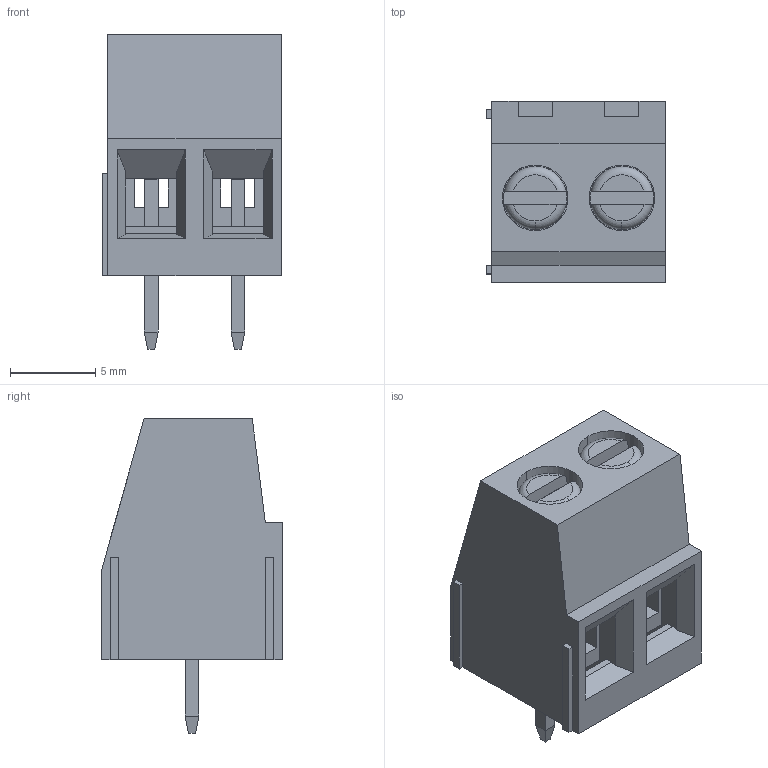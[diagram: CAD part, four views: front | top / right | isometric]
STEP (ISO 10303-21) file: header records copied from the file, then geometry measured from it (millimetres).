
FILE_DESCRIPTION (( 'STEP AP214' ), '1' );
FILE_NAME ('CONN-TH_P5.08_KF128-5.08-2P.step', '2022-08-02T18:43:18', ( '' ), ( '' ), 'SwSTEP 2.0', 'SolidWorks 2020', '' );
FILE_SCHEMA (( 'AUTOMOTIVE_DESIGN' ));
Length unit declared in the file: millimetre
Products named in the file (1): CONN-TH_P5.08_KF128-5.08-2P
Bounding box: 10.46 x 10.6 x 18.4 mm (x, y, z)
Volume: 806.2 mm3; surface area: 1855.5 mm2
Topology: 14 solids, 14 shells, 402 faces, 1096 edges, 726 vertices
Faces by surface type: plane 270, bspline 98, cylinder 28, torus 6
Entity records: 17635 total; most frequent: CARTESIAN_POINT 3583, ORIENTED_EDGE 2192, DIRECTION 1562, EDGE_CURVE 1096, LINE 816, VECTOR 816, VERTEX_POINT 726, EDGE_LOOP 434
